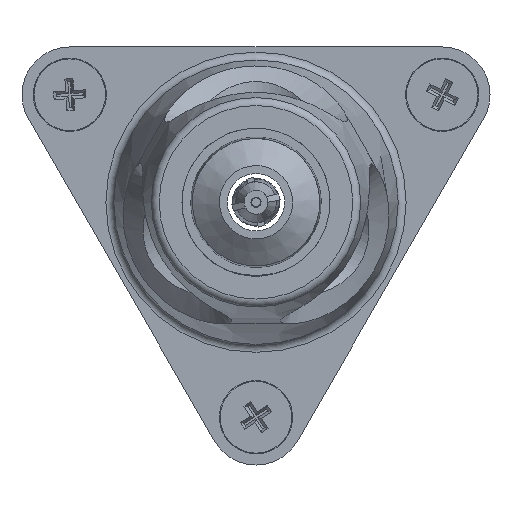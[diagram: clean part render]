
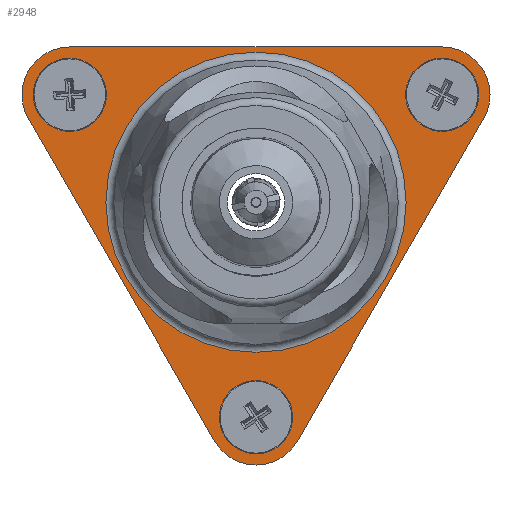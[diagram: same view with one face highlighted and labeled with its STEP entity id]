
A CAD part, front view. The second image highlights one B-rep face of the part: STEP entity #2948.
In plain terms, the highlighted face is planar.
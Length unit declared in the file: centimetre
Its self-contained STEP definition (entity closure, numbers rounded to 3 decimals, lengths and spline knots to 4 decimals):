
#801=VECTOR('',#3374,1.);
#802=VECTOR('',#3377,1.);
#803=VECTOR('',#3380,1.);
#1014=LINE('',#4907,#801);
#1015=LINE('',#4911,#802);
#1016=LINE('',#4915,#803);
#1212=PLANE('',#3099);
#1337=VERTEX_POINT('',#4900);
#1338=VERTEX_POINT('',#4903);
#1339=VERTEX_POINT('',#4905);
#1340=VERTEX_POINT('',#4906);
#1341=VERTEX_POINT('',#4908);
#1342=VERTEX_POINT('',#4910);
#1343=VERTEX_POINT('',#4912);
#1344=VERTEX_POINT('',#4914);
#1345=VERTEX_POINT('',#4917);
#1346=VERTEX_POINT('',#4919);
#1530=CIRCLE('',#3098,1.8847);
#1531=CIRCLE('',#3100,0.45);
#1532=CIRCLE('',#3101,0.6);
#1533=CIRCLE('',#3102,0.6);
#1534=CIRCLE('',#3103,0.6);
#1535=CIRCLE('',#3104,0.45);
#1536=CIRCLE('',#3105,0.45);
#1635=EDGE_CURVE('',#1337,#1337,#1530,.T.);
#1636=EDGE_CURVE('',#1338,#1338,#1531,.T.);
#1637=EDGE_CURVE('',#1339,#1340,#1532,.T.);
#1638=EDGE_CURVE('',#1341,#1339,#1014,.T.);
#1639=EDGE_CURVE('',#1342,#1341,#1533,.T.);
#1640=EDGE_CURVE('',#1343,#1342,#1015,.T.);
#1641=EDGE_CURVE('',#1344,#1343,#1534,.T.);
#1642=EDGE_CURVE('',#1340,#1344,#1016,.T.);
#1643=EDGE_CURVE('',#1345,#1345,#1535,.T.);
#1644=EDGE_CURVE('',#1346,#1346,#1536,.T.);
#1986=ORIENTED_EDGE('',*,*,#1636,.F.);
#1987=ORIENTED_EDGE('',*,*,#1637,.F.);
#1988=ORIENTED_EDGE('',*,*,#1638,.F.);
#1989=ORIENTED_EDGE('',*,*,#1639,.F.);
#1990=ORIENTED_EDGE('',*,*,#1640,.F.);
#1991=ORIENTED_EDGE('',*,*,#1641,.F.);
#1992=ORIENTED_EDGE('',*,*,#1642,.F.);
#1993=ORIENTED_EDGE('',*,*,#1643,.F.);
#1994=ORIENTED_EDGE('',*,*,#1644,.F.);
#1995=ORIENTED_EDGE('',*,*,#1635,.F.);
#2566=EDGE_LOOP('',(#1986));
#2567=EDGE_LOOP('',(#1987,#1988,#1989,#1990,#1991,#1992));
#2568=EDGE_LOOP('',(#1993));
#2569=EDGE_LOOP('',(#1994));
#2570=EDGE_LOOP('',(#1995));
#2767=FACE_BOUND('',#2566,.T.);
#2768=FACE_BOUND('',#2567,.T.);
#2769=FACE_BOUND('',#2568,.T.);
#2770=FACE_BOUND('',#2569,.T.);
#2771=FACE_BOUND('',#2570,.T.);
#2948=ADVANCED_FACE('',(#2767,#2768,#2769,#2770,#2771),#1212,.T.);
#3098=AXIS2_PLACEMENT_3D('',#4899,#3367,#3368);
#3099=AXIS2_PLACEMENT_3D('',#4901,#3369,$);
#3100=AXIS2_PLACEMENT_3D('',#4902,#3370,#3371);
#3101=AXIS2_PLACEMENT_3D('',#4904,#3372,#3373);
#3102=AXIS2_PLACEMENT_3D('',#4909,#3375,#3376);
#3103=AXIS2_PLACEMENT_3D('',#4913,#3378,#3379);
#3104=AXIS2_PLACEMENT_3D('',#4916,#3381,#3382);
#3105=AXIS2_PLACEMENT_3D('',#4918,#3383,#3384);
#3367=DIRECTION('',(0.,0.,1.));
#3368=DIRECTION('',(-1.885,0.,0.));
#3369=DIRECTION('',(0.,0.,1.));
#3370=DIRECTION('',(0.,0.,1.));
#3371=DIRECTION('',(0.225,-0.39,0.));
#3372=DIRECTION('',(0.,0.,-1.));
#3373=DIRECTION('',(0.,-0.6,0.));
#3374=DIRECTION('',(-0.5,-0.866,0.));
#3375=DIRECTION('',(0.,0.,-1.));
#3376=DIRECTION('',(0.52,0.3,0.));
#3377=DIRECTION('',(1.,0.,0.));
#3378=DIRECTION('',(0.,0.,-1.));
#3379=DIRECTION('',(-0.52,0.3,0.));
#3380=DIRECTION('',(-0.5,0.866,0.));
#3381=DIRECTION('',(0.,0.,1.));
#3382=DIRECTION('',(-0.45,0.,0.));
#3383=DIRECTION('',(0.,0.,1.));
#3384=DIRECTION('',(0.225,0.39,0.));
#4899=CARTESIAN_POINT('',(0.,0.,1.));
#4900=CARTESIAN_POINT('',(1.8847,0.,1.));
#4901=CARTESIAN_POINT('',(0.,0.,1.));
#4902=CARTESIAN_POINT('',(2.3383,1.35,1.));
#4903=CARTESIAN_POINT('',(2.1133,1.7397,1.));
#4904=CARTESIAN_POINT('',(0.,-2.7,1.));
#4905=CARTESIAN_POINT('',(0.5196,-3.,1.));
#4906=CARTESIAN_POINT('',(-0.5196,-3.,1.));
#4907=CARTESIAN_POINT('',(0.,-3.9,1.));
#4908=CARTESIAN_POINT('',(2.8579,1.05,1.));
#4909=CARTESIAN_POINT('',(2.3383,1.35,1.));
#4910=CARTESIAN_POINT('',(2.3383,1.95,1.));
#4911=CARTESIAN_POINT('',(3.3775,1.95,1.));
#4912=CARTESIAN_POINT('',(-2.3383,1.95,1.));
#4913=CARTESIAN_POINT('',(-2.3383,1.35,1.));
#4914=CARTESIAN_POINT('',(-2.8579,1.05,1.));
#4915=CARTESIAN_POINT('',(-3.3775,1.95,1.));
#4916=CARTESIAN_POINT('',(0.,-2.7,1.));
#4917=CARTESIAN_POINT('',(0.45,-2.7,1.));
#4918=CARTESIAN_POINT('',(-2.3383,1.35,1.));
#4919=CARTESIAN_POINT('',(-2.5633,0.9603,1.));
